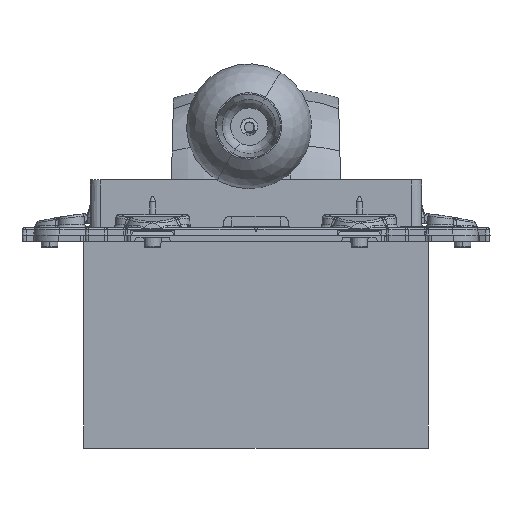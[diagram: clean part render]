
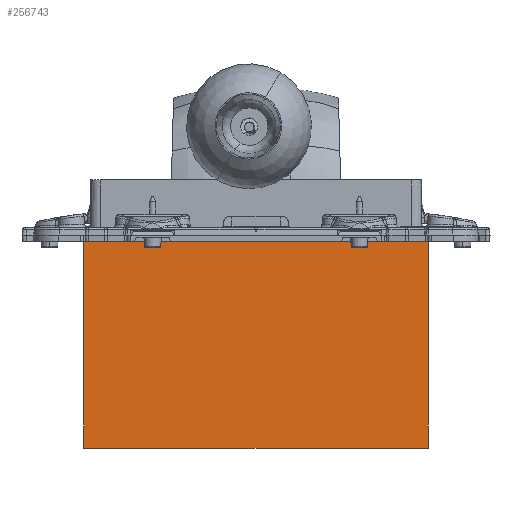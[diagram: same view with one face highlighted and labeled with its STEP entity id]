
A CAD part, front view. The second image highlights one B-rep face of the part: STEP entity #256743.
In plain terms, the highlighted planar face has unit normal (0, -1, 0).
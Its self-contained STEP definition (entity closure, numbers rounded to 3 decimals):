
#256716=AXIS2_PLACEMENT_3D('Plane Axis2P3D',#256713,#256714,#256715) ;
#9715=CARTESIAN_POINT('Vertex',(-9.38,-27.5,0.)) ;
#9722=CARTESIAN_POINT('Vertex',(-4.117,-27.5,0.)) ;
#12015=CARTESIAN_POINT('Vertex',(-27.5,-27.5,0.)) ;
#12018=CARTESIAN_POINT('Line Origine',(-18.44,-27.5,0.)) ;
#12023=CARTESIAN_POINT('Line Origine',(11.692,-27.5,0.)) ;
#12027=CARTESIAN_POINT('Vertex',(27.5,-27.5,0.)) ;
#256696=CARTESIAN_POINT('Vertex',(-27.5,-27.5,-33.)) ;
#256699=CARTESIAN_POINT('Line Origine',(-27.5,-27.5,-16.5)) ;
#256713=CARTESIAN_POINT('Axis2P3D Location',(27.5,-27.5,0.)) ;
#256718=CARTESIAN_POINT('Line Origine',(0.,-27.5,-33.)) ;
#256722=CARTESIAN_POINT('Vertex',(27.5,-27.5,-33.)) ;
#256725=CARTESIAN_POINT('Line Origine',(27.5,-27.5,-16.5)) ;
#256730=CARTESIAN_POINT('Line Origine',(-6.749,-27.5,0.)) ;
#12019=DIRECTION('Vector Direction',(-1.,0.,0.)) ;
#12024=DIRECTION('Vector Direction',(-1.,0.,0.)) ;
#256700=DIRECTION('Vector Direction',(0.,0.,-1.)) ;
#256714=DIRECTION('Axis2P3D Direction',(-0.,-1.,-0.)) ;
#256715=DIRECTION('Axis2P3D XDirection',(-1.,0.,0.)) ;
#256719=DIRECTION('Vector Direction',(-1.,0.,0.)) ;
#256726=DIRECTION('Vector Direction',(0.,0.,-1.)) ;
#256731=DIRECTION('Vector Direction',(-1.,0.,0.)) ;
#12020=VECTOR('Line Direction',#12019,1.) ;
#12025=VECTOR('Line Direction',#12024,1.) ;
#256701=VECTOR('Line Direction',#256700,1.) ;
#256720=VECTOR('Line Direction',#256719,1.) ;
#256727=VECTOR('Line Direction',#256726,1.) ;
#256732=VECTOR('Line Direction',#256731,1.) ;
#256736=ORIENTED_EDGE('',*,*,#256724,.T.) ;
#256737=ORIENTED_EDGE('',*,*,#256729,.F.) ;
#256738=ORIENTED_EDGE('',*,*,#12029,.F.) ;
#256739=ORIENTED_EDGE('',*,*,#256734,.F.) ;
#256740=ORIENTED_EDGE('',*,*,#12022,.F.) ;
#256741=ORIENTED_EDGE('',*,*,#256703,.T.) ;
#256743=ADVANCED_FACE('PartBody',(#256742),#256717,.T.) ;
#12022=EDGE_CURVE('',#12016,#9716,#12021,.F.) ;
#12029=EDGE_CURVE('',#9723,#12028,#12026,.F.) ;
#256703=EDGE_CURVE('',#12016,#256697,#256702,.T.) ;
#256724=EDGE_CURVE('',#256697,#256723,#256721,.F.) ;
#256729=EDGE_CURVE('',#12028,#256723,#256728,.T.) ;
#256734=EDGE_CURVE('',#9716,#9723,#256733,.F.) ;
#256735=EDGE_LOOP('',(#256736,#256737,#256738,#256739,#256740,#256741)) ;
#256742=FACE_OUTER_BOUND('',#256735,.T.) ;
#12021=LINE('Line',#12018,#12020) ;
#12026=LINE('Line',#12023,#12025) ;
#256702=LINE('Line',#256699,#256701) ;
#256721=LINE('Line',#256718,#256720) ;
#256728=LINE('Line',#256725,#256727) ;
#256733=LINE('Line',#256730,#256732) ;
#256717=PLANE('',#256716) ;
#9716=VERTEX_POINT('',#9715) ;
#9723=VERTEX_POINT('',#9722) ;
#12016=VERTEX_POINT('',#12015) ;
#12028=VERTEX_POINT('',#12027) ;
#256697=VERTEX_POINT('',#256696) ;
#256723=VERTEX_POINT('',#256722) ;
